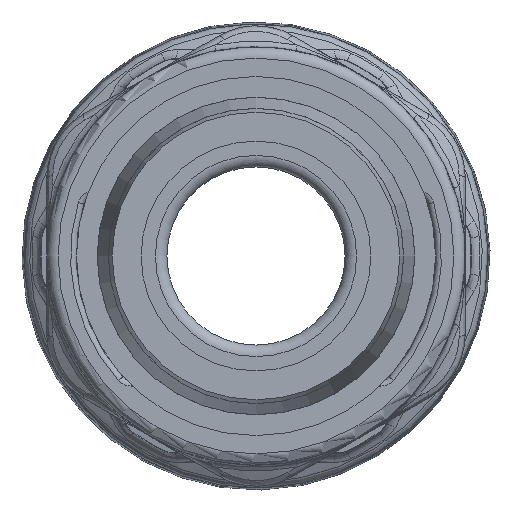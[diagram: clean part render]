
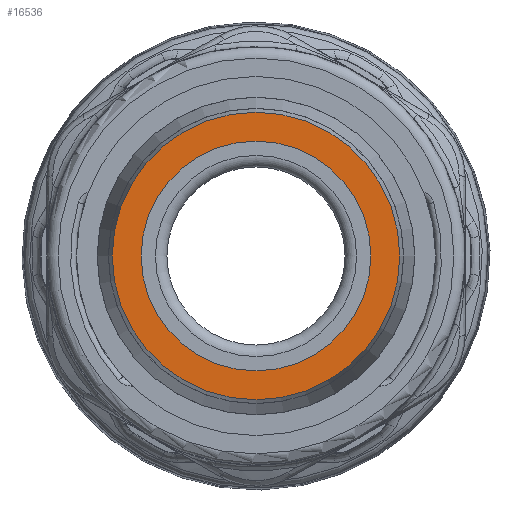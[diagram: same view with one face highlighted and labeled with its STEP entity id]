
A CAD part, front view. The second image highlights one B-rep face of the part: STEP entity #16536.
In plain terms, the highlighted planar face has unit normal (0, -1, 0).
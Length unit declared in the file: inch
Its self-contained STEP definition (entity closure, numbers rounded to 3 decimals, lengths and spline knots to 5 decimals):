
#1490=FACE_BOUND('',#3693,.T.);
#1774=PLANE('',#17891);
#2692=FACE_OUTER_BOUND('',#3692,.T.);
#3692=EDGE_LOOP('',(#14489));
#3693=EDGE_LOOP('',(#14490));
#6059=CIRCLE('',#17890,0.50035);
#6060=CIRCLE('',#17892,0.4);
#7542=VERTEX_POINT('',#39919);
#7543=VERTEX_POINT('',#39923);
#9863=EDGE_CURVE('',#7542,#7542,#6059,.T.);
#9865=EDGE_CURVE('',#7543,#7543,#6060,.T.);
#14489=ORIENTED_EDGE('',*,*,#9863,.T.);
#14490=ORIENTED_EDGE('',*,*,#9865,.F.);
#16536=ADVANCED_FACE('',(#2692,#1490),#1774,.T.);
#17890=AXIS2_PLACEMENT_3D('',#39920,#21397,#21398);
#17891=AXIS2_PLACEMENT_3D('',#39922,#21400,#21401);
#17892=AXIS2_PLACEMENT_3D('',#39924,#21402,#21403);
#21397=DIRECTION('center_axis',(0.,-1.,0.));
#21398=DIRECTION('ref_axis',(0.,0.,-1.));
#21400=DIRECTION('center_axis',(0.,-1.,0.));
#21401=DIRECTION('ref_axis',(0.,0.,-1.));
#21402=DIRECTION('center_axis',(0.,-1.,0.));
#21403=DIRECTION('ref_axis',(0.,0.,-1.));
#39919=CARTESIAN_POINT('',(-0.50035,-3.95754,0.));
#39920=CARTESIAN_POINT('Origin',(0.,-3.95754,0.));
#39922=CARTESIAN_POINT('Origin',(0.4,-3.95754,0.));
#39923=CARTESIAN_POINT('',(-0.4,-3.95754,0.));
#39924=CARTESIAN_POINT('Origin',(0.,-3.95754,0.));
